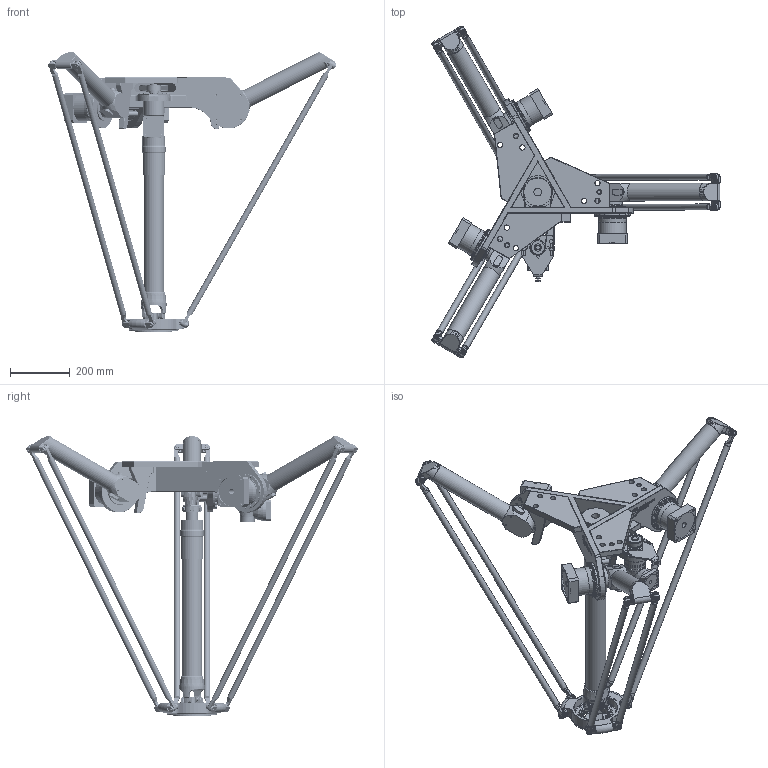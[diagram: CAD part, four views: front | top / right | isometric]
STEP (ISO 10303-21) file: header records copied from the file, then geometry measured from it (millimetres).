
FILE_DESCRIPTION(/* description */ (''),/* implementation_level */ '2;1');
FILE_NAME(/* name */ '3D-model_A_00052-03.stp',/* time_stamp */ '2022-01-03T10:37:32+01:00',/* author */ ('michael.schutter'),/* organization */ ('Majatronic'),/* preprocessor_version */ 'ST-DEVELOPER v16.5',/* originating_system */ 'Autodesk Inventor 2017',/* authorisation */ '');
FILE_SCHEMA (('AUTOMOTIVE_DESIGN { 1 0 10303 214 3 1 1 }'));
Length unit declared in the file: millimetre
Products named in the file (14): A_00052-03_DUMMY; MT_BGR00021911MT_BGR; MT_WST00060421MT_WST; MT_WST00058597MT_WST; MT_WST00058598MT_WST; MT_WST00058088MT_WST; MT_WST00106842; MT_WST00069211; MT_WST00060428MT_WST; MT_WST00031699MT_WST; MT_WST00031698MT_WST; MT_WST00054992MT_WST; MT_WST00110598; MT_WST00110597
Assembly tree (28 placements, depth 3):
  A_00052-03_DUMMY
    MT_BGR00021911MT_BGR
      MT_WST00060421MT_WST
      MT_WST00058597MT_WST  x3
      MT_WST00058598MT_WST
    MT_WST00031699MT_WST  x6
    MT_WST00058088MT_WST
    MT_WST00106842  x2
    MT_WST00069211
    MT_WST00060428MT_WST
    MT_WST00031698MT_WST  x3
    MT_WST00054992MT_WST  x6
    MT_WST00110598
    MT_WST00110597
Bounding box: 966.09 x 1112.38 x 938.37 mm (x, y, z)
Volume: 18053967 mm3; surface area: 2153443.3 mm2
Topology: 28 solids, 43 shells, 3966 faces, 9015 edges, 5636 vertices
Faces by surface type: plane 2072, cylinder 1179, cone 439, bspline 148, torus 120, sphere 8
Full cylindrical faces by diameter (mm): 3 x2, 3.459 x12, 4 x1, 4.134 x12, 4.917 x11, 5 x48, 6 x72, 6.647 x18, 7 x14, 8 x40, 8.5 x96, 10 x44, 11 x1, 11.4 x1, 12 x26, 15.4 x1, 16 x25, 17.5 x9, 18 x32, 19 x3, 20 x26, 23.9 x1, 24 x1, 25 x3, 26 x1, 27 x2, 28.4 x1, 30 x2, 31.5 x3, 34 x1
Entity records: 79930 total; most frequent: CARTESIAN_POINT 22132, DIRECTION 11909, ORIENTED_EDGE 10782, EDGE_CURVE 5391, AXIS2_PLACEMENT_3D 4423, VERTEX_POINT 3628, EDGE_LOOP 3365, LINE 3063
